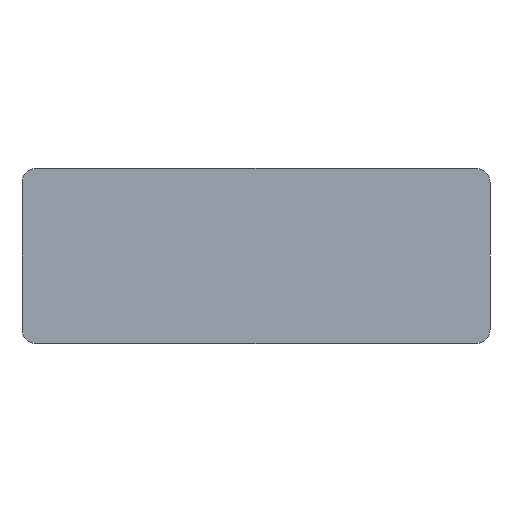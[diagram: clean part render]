
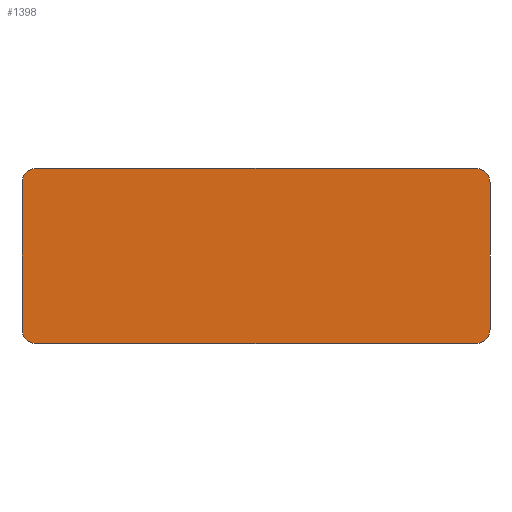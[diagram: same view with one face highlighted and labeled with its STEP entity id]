
A CAD part, front view. The second image highlights one B-rep face of the part: STEP entity #1398.
In plain terms, the highlighted planar face has unit normal (0, -1, 0).
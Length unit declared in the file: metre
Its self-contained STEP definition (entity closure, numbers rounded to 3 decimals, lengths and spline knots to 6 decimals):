
#56=CIRCLE('',#1505,0.00635);
#57=CIRCLE('',#1506,0.00635);
#58=CIRCLE('',#1507,0.00635);
#59=CIRCLE('',#1508,0.00635);
#211=ORIENTED_EDGE('',*,*,#579,.T.);
#212=ORIENTED_EDGE('',*,*,#625,.T.);
#213=ORIENTED_EDGE('',*,*,#574,.T.);
#214=ORIENTED_EDGE('',*,*,#626,.T.);
#215=ORIENTED_EDGE('',*,*,#552,.F.);
#216=ORIENTED_EDGE('',*,*,#627,.T.);
#217=ORIENTED_EDGE('',*,*,#601,.F.);
#218=ORIENTED_EDGE('',*,*,#628,.T.);
#552=EDGE_CURVE('',#765,#766,#895,.T.);
#574=EDGE_CURVE('',#783,#784,#917,.T.);
#579=EDGE_CURVE('',#789,#788,#922,.T.);
#601=EDGE_CURVE('',#807,#808,#944,.T.);
#625=EDGE_CURVE('',#788,#783,#56,.F.);
#626=EDGE_CURVE('',#784,#766,#57,.F.);
#627=EDGE_CURVE('',#765,#808,#58,.F.);
#628=EDGE_CURVE('',#807,#789,#59,.F.);
#765=VERTEX_POINT('',#2095);
#766=VERTEX_POINT('',#2097);
#783=VERTEX_POINT('',#2137);
#784=VERTEX_POINT('',#2138);
#788=VERTEX_POINT('',#2147);
#789=VERTEX_POINT('',#2149);
#807=VERTEX_POINT('',#2189);
#808=VERTEX_POINT('',#2191);
#895=LINE('',#2096,#1060);
#917=LINE('',#2136,#1082);
#922=LINE('',#2148,#1087);
#944=LINE('',#2190,#1109);
#1060=VECTOR('',#1661,1.);
#1082=VECTOR('',#1685,1.);
#1087=VECTOR('',#1692,1.);
#1109=VECTOR('',#1716,1.);
#1203=EDGE_LOOP('',(#211,#212,#213,#214,#215,#216,#217,#218));
#1276=FACE_BOUND('',#1203,.T.);
#1349=PLANE('',#1504);
#1398=ADVANCED_FACE('',(#1276),#1349,.F.);
#1504=AXIS2_PLACEMENT_3D('',#2233,#1750,#1751);
#1505=AXIS2_PLACEMENT_3D('',#2234,#1752,#1753);
#1506=AXIS2_PLACEMENT_3D('',#2235,#1754,#1755);
#1507=AXIS2_PLACEMENT_3D('',#2236,#1756,#1757);
#1508=AXIS2_PLACEMENT_3D('',#2237,#1758,#1759);
#1661=DIRECTION('',(1.,0.,0.));
#1685=DIRECTION('',(0.,0.,1.));
#1692=DIRECTION('',(1.,0.,0.));
#1716=DIRECTION('',(0.,0.,1.));
#1750=DIRECTION('',(0.,1.,0.));
#1751=DIRECTION('',(1.,0.,0.));
#1752=DIRECTION('',(0.,1.,0.));
#1753=DIRECTION('',(1.,0.,0.));
#1754=DIRECTION('',(0.,1.,0.));
#1755=DIRECTION('',(1.,0.,0.));
#1756=DIRECTION('',(0.,1.,0.));
#1757=DIRECTION('',(1.,0.,0.));
#1758=DIRECTION('',(0.,1.,0.));
#1759=DIRECTION('',(1.,0.,0.));
#2095=CARTESIAN_POINT('',(-0.09525,0.,0.0381));
#2096=CARTESIAN_POINT('',(-0.094847,0.,0.0381));
#2097=CARTESIAN_POINT('',(0.09525,0.,0.0381));
#2136=CARTESIAN_POINT('',(0.1016,0.,0.));
#2137=CARTESIAN_POINT('',(0.1016,0.,-0.03175));
#2138=CARTESIAN_POINT('',(0.1016,0.,0.03175));
#2147=CARTESIAN_POINT('',(0.09525,0.,-0.0381));
#2148=CARTESIAN_POINT('',(0.023896,0.,-0.0381));
#2149=CARTESIAN_POINT('',(-0.09525,0.,-0.0381));
#2189=CARTESIAN_POINT('',(-0.1016,0.,-0.03175));
#2190=CARTESIAN_POINT('',(-0.1016,0.,0.011448));
#2191=CARTESIAN_POINT('',(-0.1016,0.,0.03175));
#2233=CARTESIAN_POINT('',(0.,0.,0.));
#2234=CARTESIAN_POINT('',(0.09525,0.,-0.03175));
#2235=CARTESIAN_POINT('',(0.09525,0.,0.03175));
#2236=CARTESIAN_POINT('',(-0.09525,0.,0.03175));
#2237=CARTESIAN_POINT('',(-0.09525,0.,-0.03175));
